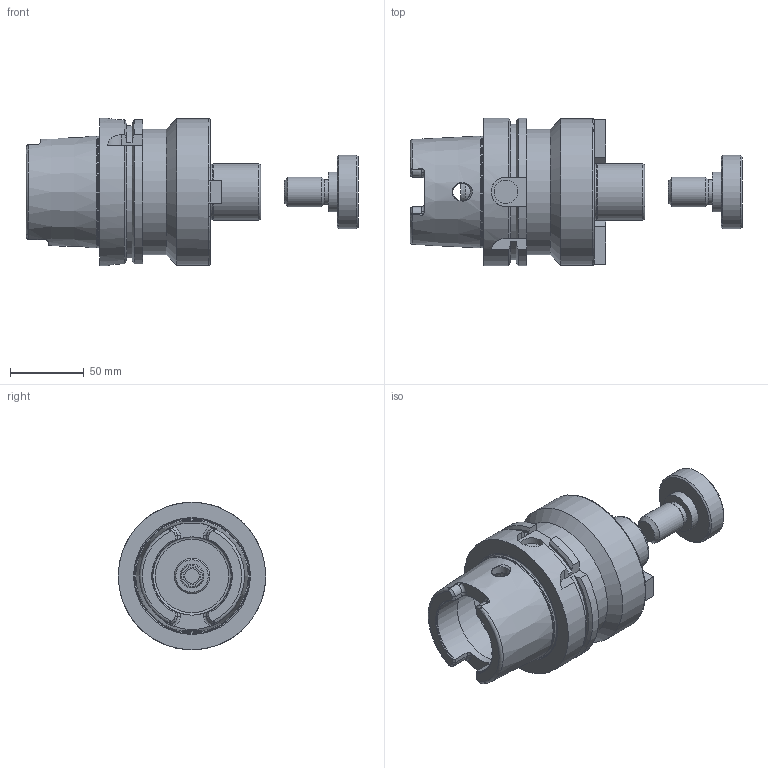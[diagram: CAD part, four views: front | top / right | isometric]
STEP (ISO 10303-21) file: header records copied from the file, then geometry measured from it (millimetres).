
FILE_DESCRIPTION((''),'2;1');
FILE_NAME('535017738075-3D.stp','2020-05-05T16:32:03',('nttooll'),(''),'Autodesk Inventor 2012','Autodesk Inventor 2012','');
FILE_SCHEMA(('AUTOMOTIVE_DESIGN { 1 0 10303 214 1 1 1 1 }'));
Length unit declared in the file: millimetre
Products named in the file (1): 535017738075-3D
Bounding box: 225 x 100 x 100 mm (x, y, z)
Volume: 628971.1 mm3; surface area: 90425.8 mm2
Topology: 2 solids, 2 shells, 193 faces, 478 edges, 303 vertices
Faces by surface type: plane 73, cylinder 59, cone 44, torus 17
Full cylindrical faces by diameter (mm): 4 x3, 5.3 x3, 10.003 x1, 12 x3, 15.3 x1, 16 x2, 16.8 x1, 17 x1, 18 x1, 19.63 x1, 20 x2, 24 x1, 27 x1, 37.7 x1, 38.1 x1, 50 x1, 53 x1, 53.8 x1, 63 x1, 75.3 x1, 85 x1, 99.6 x1, 100 x1
Entity records: 5923 total; most frequent: CARTESIAN_POINT 1671, DIRECTION 883, ORIENTED_EDGE 808, EDGE_CURVE 404, AXIS2_PLACEMENT_3D 370, VERTEX_POINT 286, EDGE_LOOP 276, FACE_OUTER_BOUND 193
